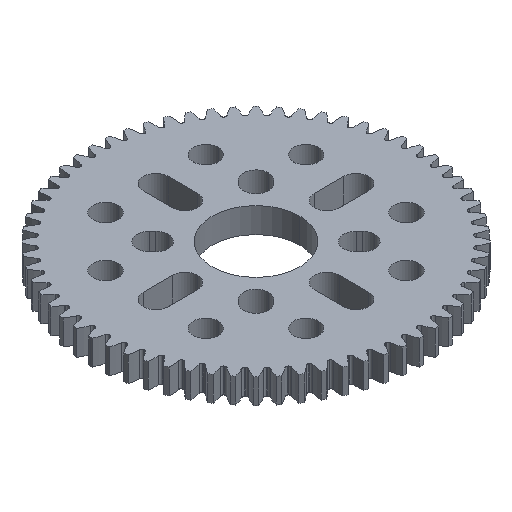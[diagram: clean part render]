
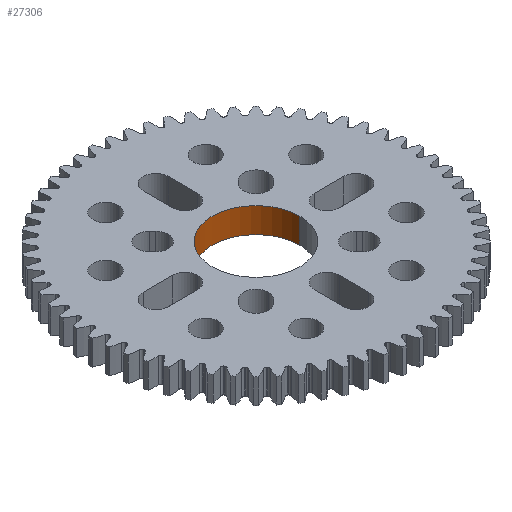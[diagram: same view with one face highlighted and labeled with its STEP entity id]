
A CAD part, isometric view. The second image highlights one B-rep face of the part: STEP entity #27306.
In plain terms, the highlighted cylindrical face has radius 7 mm (diameter 14 mm), a partial arc.
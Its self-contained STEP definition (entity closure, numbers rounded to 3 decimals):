
#70 = DIRECTION ( 'NONE',  ( 0., 0., 1. ) ) ;
#529 = CARTESIAN_POINT ( 'NONE',  ( 0., 0., 0. ) ) ;
#531 = CYLINDRICAL_SURFACE ( 'NONE', #10633, 7. ) ;
#651 = CIRCLE ( 'NONE', #1892, 7. ) ;
#1752 = CARTESIAN_POINT ( 'NONE',  ( -7., 0., 4. ) ) ;
#1790 = CARTESIAN_POINT ( 'NONE',  ( -7., 0., 0. ) ) ;
#1892 = AXIS2_PLACEMENT_3D ( 'NONE', #8915, #21605, #2589 ) ;
#2589 = DIRECTION ( 'NONE',  ( 1., 0., 0. ) ) ;
#2745 = DIRECTION ( 'NONE',  ( 1., 0., 0. ) ) ;
#5267 = CARTESIAN_POINT ( 'NONE',  ( 0., 0., 4. ) ) ;
#5950 = EDGE_CURVE ( 'NONE', #24041, #6313, #17515, .T. ) ;
#6113 = CARTESIAN_POINT ( 'NONE',  ( 7., 0., 0. ) ) ;
#6313 = VERTEX_POINT ( 'NONE', #1752 ) ;
#7160 = ORIENTED_EDGE ( 'NONE', *, *, #23735, .F. ) ;
#8100 = VERTEX_POINT ( 'NONE', #6113 ) ;
#8915 = CARTESIAN_POINT ( 'NONE',  ( 0., 0., 0. ) ) ;
#9707 = EDGE_CURVE ( 'NONE', #8100, #24041, #18707, .T. ) ;
#10496 = FACE_OUTER_BOUND ( 'NONE', #16013, .T. ) ;
#10633 = AXIS2_PLACEMENT_3D ( 'NONE', #529, #21859, #2745 ) ;
#11988 = VERTEX_POINT ( 'NONE', #1790 ) ;
#13451 = DIRECTION ( 'NONE',  ( 1., 0., 0. ) ) ;
#14269 = DIRECTION ( 'NONE',  ( 0., 0., 1. ) ) ;
#16013 = EDGE_LOOP ( 'NONE', ( #22321, #7160, #23017, #21441 ) ) ;
#16024 = VECTOR ( 'NONE', #70, 1000. ) ;
#17515 = CIRCLE ( 'NONE', #24148, 7. ) ;
#18707 = LINE ( 'NONE', #25820, #16024 ) ;
#20856 = CARTESIAN_POINT ( 'NONE',  ( 7., 0., 4. ) ) ;
#21441 = ORIENTED_EDGE ( 'NONE', *, *, #5950, .T. ) ;
#21605 = DIRECTION ( 'NONE',  ( 0., 0., 1. ) ) ;
#21859 = DIRECTION ( 'NONE',  ( 0., 0., 1. ) ) ;
#22321 = ORIENTED_EDGE ( 'NONE', *, *, #25613, .F. ) ;
#23017 = ORIENTED_EDGE ( 'NONE', *, *, #9707, .T. ) ;
#23735 = EDGE_CURVE ( 'NONE', #8100, #11988, #651, .T. ) ;
#23824 = LINE ( 'NONE', #26921, #26087 ) ;
#24041 = VERTEX_POINT ( 'NONE', #20856 ) ;
#24148 = AXIS2_PLACEMENT_3D ( 'NONE', #5267, #26117, #13451 ) ;
#25613 = EDGE_CURVE ( 'NONE', #11988, #6313, #23824, .T. ) ;
#25820 = CARTESIAN_POINT ( 'NONE',  ( 7., 0., 0. ) ) ;
#26087 = VECTOR ( 'NONE', #14269, 1000. ) ;
#26117 = DIRECTION ( 'NONE',  ( 0., 0., 1. ) ) ;
#26921 = CARTESIAN_POINT ( 'NONE',  ( -7., 0., 0. ) ) ;
#27306 = ADVANCED_FACE ( 'NONE', ( #10496 ), #531, .F. ) ;
